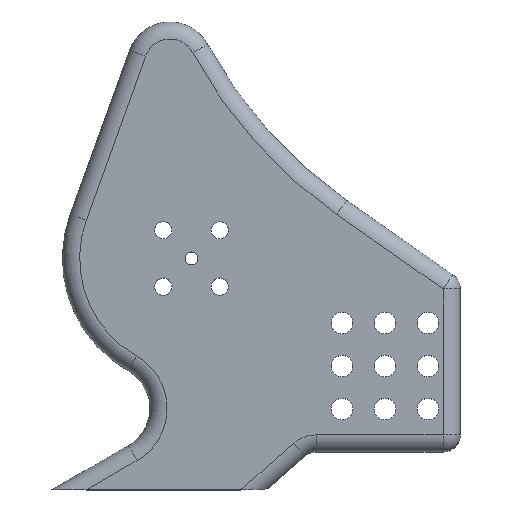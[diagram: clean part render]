
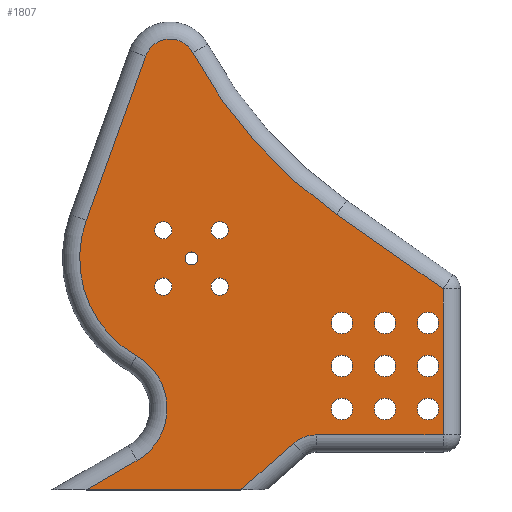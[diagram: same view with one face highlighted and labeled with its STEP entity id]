
A CAD part, top view. The second image highlights one B-rep face of the part: STEP entity #1807.
In plain terms, the highlighted planar face has unit normal (0, 0, 1).
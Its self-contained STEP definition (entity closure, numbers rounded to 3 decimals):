
#150 = VERTEX_POINT('',#151);
#151 = CARTESIAN_POINT('',(13.5,-16.,15.));
#158 = EDGE_CURVE('',#150,#159,#161,.T.);
#159 = VERTEX_POINT('',#160);
#160 = CARTESIAN_POINT('',(13.5,17.918,15.));
#161 = LINE('',#162,#163);
#162 = CARTESIAN_POINT('',(13.5,-20.,15.));
#163 = VECTOR('',#164,1.);
#164 = DIRECTION('',(0.,1.,0.));
#687 = EDGE_CURVE('',#150,#688,#690,.T.);
#688 = VERTEX_POINT('',#689);
#689 = CARTESIAN_POINT('',(-15.991,-16.,15.));
#690 = LINE('',#691,#692);
#691 = CARTESIAN_POINT('',(17.5,-16.,15.));
#692 = VECTOR('',#693,1.);
#693 = DIRECTION('',(-1.,0.,0.));
#779 = VERTEX_POINT('',#780);
#780 = CARTESIAN_POINT('',(-33.555,-28.8,15.));
#787 = EDGE_CURVE('',#779,#788,#790,.T.);
#788 = VERTEX_POINT('',#789);
#789 = CARTESIAN_POINT('',(-69.5,-28.8,15.));
#790 = LINE('',#791,#792);
#791 = CARTESIAN_POINT('',(-27.5,-28.8,15.));
#792 = VECTOR('',#793,1.);
#793 = DIRECTION('',(-1.,0.,0.));
#1044 = VERTEX_POINT('',#1045);
#1045 = CARTESIAN_POINT('',(2.5,10.,15.));
#1051 = EDGE_CURVE('',#1044,#1044,#1052,.T.);
#1052 = CIRCLE('',#1053,2.5);
#1053 = AXIS2_PLACEMENT_3D('',#1054,#1055,#1056);
#1054 = CARTESIAN_POINT('',(0.,10.,15.));
#1055 = DIRECTION('',(0.,0.,1.));
#1056 = DIRECTION('',(1.,0.,0.));
#1069 = VERTEX_POINT('',#1070);
#1070 = CARTESIAN_POINT('',(-7.5,0.,15.));
#1076 = EDGE_CURVE('',#1069,#1069,#1077,.T.);
#1077 = CIRCLE('',#1078,2.5);
#1078 = AXIS2_PLACEMENT_3D('',#1079,#1080,#1081);
#1079 = CARTESIAN_POINT('',(-10.,0.,15.));
#1080 = DIRECTION('',(0.,0.,1.));
#1081 = DIRECTION('',(1.,0.,0.));
#1094 = VERTEX_POINT('',#1095);
#1095 = CARTESIAN_POINT('',(12.5,0.,15.));
#1101 = EDGE_CURVE('',#1094,#1094,#1102,.T.);
#1102 = CIRCLE('',#1103,2.5);
#1103 = AXIS2_PLACEMENT_3D('',#1104,#1105,#1106);
#1104 = CARTESIAN_POINT('',(10.,0.,15.));
#1105 = DIRECTION('',(0.,0.,1.));
#1106 = DIRECTION('',(1.,0.,0.));
#1119 = VERTEX_POINT('',#1120);
#1120 = CARTESIAN_POINT('',(2.5,0.,15.));
#1126 = EDGE_CURVE('',#1119,#1119,#1127,.T.);
#1127 = CIRCLE('',#1128,2.5);
#1128 = AXIS2_PLACEMENT_3D('',#1129,#1130,#1131);
#1129 = CARTESIAN_POINT('',(0.,0.,15.));
#1130 = DIRECTION('',(0.,0.,1.));
#1131 = DIRECTION('',(1.,0.,0.));
#1144 = VERTEX_POINT('',#1145);
#1145 = CARTESIAN_POINT('',(12.5,-10.,15.));
#1151 = EDGE_CURVE('',#1144,#1144,#1152,.T.);
#1152 = CIRCLE('',#1153,2.5);
#1153 = AXIS2_PLACEMENT_3D('',#1154,#1155,#1156);
#1154 = CARTESIAN_POINT('',(10.,-10.,15.));
#1155 = DIRECTION('',(0.,0.,1.));
#1156 = DIRECTION('',(1.,0.,0.));
#1169 = VERTEX_POINT('',#1170);
#1170 = CARTESIAN_POINT('',(2.5,-10.,15.));
#1176 = EDGE_CURVE('',#1169,#1169,#1177,.T.);
#1177 = CIRCLE('',#1178,2.5);
#1178 = AXIS2_PLACEMENT_3D('',#1179,#1180,#1181);
#1179 = CARTESIAN_POINT('',(0.,-10.,15.));
#1180 = DIRECTION('',(0.,0.,1.));
#1181 = DIRECTION('',(1.,0.,0.));
#1194 = VERTEX_POINT('',#1195);
#1195 = CARTESIAN_POINT('',(-7.5,-10.,15.));
#1201 = EDGE_CURVE('',#1194,#1194,#1202,.T.);
#1202 = CIRCLE('',#1203,2.5);
#1203 = AXIS2_PLACEMENT_3D('',#1204,#1205,#1206);
#1204 = CARTESIAN_POINT('',(-10.,-10.,15.));
#1205 = DIRECTION('',(0.,0.,1.));
#1206 = DIRECTION('',(1.,0.,0.));
#1219 = VERTEX_POINT('',#1220);
#1220 = CARTESIAN_POINT('',(12.5,10.,15.));
#1226 = EDGE_CURVE('',#1219,#1219,#1227,.T.);
#1227 = CIRCLE('',#1228,2.5);
#1228 = AXIS2_PLACEMENT_3D('',#1229,#1230,#1231);
#1229 = CARTESIAN_POINT('',(10.,10.,15.));
#1230 = DIRECTION('',(0.,0.,1.));
#1231 = DIRECTION('',(1.,0.,0.));
#1244 = VERTEX_POINT('',#1245);
#1245 = CARTESIAN_POINT('',(-7.5,10.,15.));
#1251 = EDGE_CURVE('',#1244,#1244,#1252,.T.);
#1252 = CIRCLE('',#1253,2.5);
#1253 = AXIS2_PLACEMENT_3D('',#1254,#1255,#1256);
#1254 = CARTESIAN_POINT('',(-10.,10.,15.));
#1255 = DIRECTION('',(0.,0.,1.));
#1256 = DIRECTION('',(1.,0.,0.));
#1269 = VERTEX_POINT('',#1270);
#1270 = CARTESIAN_POINT('',(-49.541,18.459,15.));
#1276 = EDGE_CURVE('',#1269,#1269,#1277,.T.);
#1277 = CIRCLE('',#1278,2.);
#1278 = AXIS2_PLACEMENT_3D('',#1279,#1280,#1281);
#1279 = CARTESIAN_POINT('',(-51.541,18.459,15.));
#1280 = DIRECTION('',(0.,0.,1.));
#1281 = DIRECTION('',(1.,0.,0.));
#1294 = VERTEX_POINT('',#1295);
#1295 = CARTESIAN_POINT('',(-36.459,18.459,15.));
#1301 = EDGE_CURVE('',#1294,#1294,#1302,.T.);
#1302 = CIRCLE('',#1303,2.);
#1303 = AXIS2_PLACEMENT_3D('',#1304,#1305,#1306);
#1304 = CARTESIAN_POINT('',(-38.459,18.459,15.));
#1305 = DIRECTION('',(0.,0.,1.));
#1306 = DIRECTION('',(1.,0.,0.));
#1319 = VERTEX_POINT('',#1320);
#1320 = CARTESIAN_POINT('',(-36.459,31.541,15.));
#1326 = EDGE_CURVE('',#1319,#1319,#1327,.T.);
#1327 = CIRCLE('',#1328,2.);
#1328 = AXIS2_PLACEMENT_3D('',#1329,#1330,#1331);
#1329 = CARTESIAN_POINT('',(-38.459,31.541,15.));
#1330 = DIRECTION('',(0.,0.,1.));
#1331 = DIRECTION('',(1.,0.,0.));
#1344 = VERTEX_POINT('',#1345);
#1345 = CARTESIAN_POINT('',(-49.541,31.541,15.));
#1351 = EDGE_CURVE('',#1344,#1344,#1352,.T.);
#1352 = CIRCLE('',#1353,2.);
#1353 = AXIS2_PLACEMENT_3D('',#1354,#1355,#1356);
#1354 = CARTESIAN_POINT('',(-51.541,31.541,15.));
#1355 = DIRECTION('',(0.,0.,1.));
#1356 = DIRECTION('',(1.,0.,0.));
#1384 = VERTEX_POINT('',#1385);
#1385 = CARTESIAN_POINT('',(-21.276,-17.994,15.));
#1392 = EDGE_CURVE('',#779,#1384,#1393,.T.);
#1393 = LINE('',#1394,#1395);
#1394 = CARTESIAN_POINT('',(-30.143,-25.797,15.));
#1395 = VECTOR('',#1396,1.);
#1396 = DIRECTION('',(0.751,0.661,0.));
#1408 = VERTEX_POINT('',#1409);
#1409 = CARTESIAN_POINT('',(-57.656,-21.962,15.));
#1425 = EDGE_CURVE('',#1408,#788,#1426,.T.);
#1426 = LINE('',#1427,#1428);
#1427 = CARTESIAN_POINT('',(-57.656,-21.962,15.));
#1428 = VECTOR('',#1429,1.);
#1429 = DIRECTION('',(-0.866,-0.5,0.));
#1440 = EDGE_CURVE('',#1384,#688,#1441,.T.);
#1441 = CIRCLE('',#1442,8.);
#1442 = AXIS2_PLACEMENT_3D('',#1443,#1444,#1445);
#1443 = CARTESIAN_POINT('',(-15.991,-24.,15.));
#1444 = DIRECTION('',(0.,0.,-1.));
#1445 = DIRECTION('',(-0.661,0.751,0.));
#1458 = VERTEX_POINT('',#1459);
#1459 = CARTESIAN_POINT('',(-57.776,2.356,15.));
#1468 = EDGE_CURVE('',#1458,#1408,#1469,.T.);
#1469 = CIRCLE('',#1470,14.);
#1470 = AXIS2_PLACEMENT_3D('',#1471,#1472,#1473);
#1471 = CARTESIAN_POINT('',(-64.656,-9.837,15.));
#1472 = DIRECTION('',(0.,0.,-1.));
#1473 = DIRECTION('',(0.491,0.871,0.));
#1492 = VERTEX_POINT('',#1493);
#1493 = CARTESIAN_POINT('',(-69.452,33.839,15.));
#1502 = EDGE_CURVE('',#1492,#1458,#1503,.T.);
#1503 = CIRCLE('',#1504,26.);
#1504 = AXIS2_PLACEMENT_3D('',#1505,#1506,#1507);
#1505 = CARTESIAN_POINT('',(-45.,25.,15.));
#1506 = DIRECTION('',(0.,0.,1.));
#1507 = DIRECTION('',(-0.94,0.34,0.));
#1526 = VERTEX_POINT('',#1527);
#1527 = CARTESIAN_POINT('',(-55.643,72.04,15.));
#1543 = EDGE_CURVE('',#1526,#1492,#1544,.T.);
#1544 = LINE('',#1545,#1546);
#1545 = CARTESIAN_POINT('',(-55.643,72.04,15.));
#1546 = VECTOR('',#1547,1.);
#1547 = DIRECTION('',(-0.34,-0.94,-0.));
#1560 = VERTEX_POINT('',#1561);
#1561 = CARTESIAN_POINT('',(-11.287,35.274,15.));
#1568 = EDGE_CURVE('',#159,#1560,#1569,.T.);
#1569 = LINE('',#1570,#1571);
#1570 = CARTESIAN_POINT('',(15.206,16.723,15.));
#1571 = VECTOR('',#1572,1.);
#1572 = DIRECTION('',(-0.819,0.574,0.));
#1583 = VERTEX_POINT('',#1584);
#1584 = CARTESIAN_POINT('',(-44.718,72.847,15.));
#1593 = EDGE_CURVE('',#1583,#1526,#1594,.T.);
#1594 = CIRCLE('',#1595,6.);
#1595 = AXIS2_PLACEMENT_3D('',#1596,#1597,#1598);
#1596 = CARTESIAN_POINT('',(-50.,70.,15.));
#1597 = DIRECTION('',(0.,-0.,1.));
#1598 = DIRECTION('',(0.88,0.474,0.));
#1617 = EDGE_CURVE('',#1560,#1583,#1618,.T.);
#1618 = CIRCLE('',#1619,109.);
#1619 = AXIS2_PLACEMENT_3D('',#1620,#1621,#1622);
#1620 = CARTESIAN_POINT('',(51.233,124.561,15.));
#1621 = DIRECTION('',(-0.,0.,-1.));
#1622 = DIRECTION('',(-0.574,-0.819,0.));
#1787 = VERTEX_POINT('',#1788);
#1788 = CARTESIAN_POINT('',(-43.5,25.,15.));
#1796 = EDGE_CURVE('',#1787,#1787,#1797,.T.);
#1797 = CIRCLE('',#1798,1.5);
#1798 = AXIS2_PLACEMENT_3D('',#1799,#1800,#1801);
#1799 = CARTESIAN_POINT('',(-45.,25.,15.));
#1800 = DIRECTION('',(0.,0.,1.));
#1801 = DIRECTION('',(1.,0.,0.));
#1807 = ADVANCED_FACE('',(#1808,#1822,#1825,#1828,#1831,#1834,#1837,
    #1840,#1843,#1846,#1849,#1852,#1855,#1858,#1861),#1864,.T.);
#1808 = FACE_BOUND('',#1809,.T.);
#1809 = EDGE_LOOP('',(#1810,#1811,#1812,#1813,#1814,#1815,#1816,#1817,
    #1818,#1819,#1820,#1821));
#1810 = ORIENTED_EDGE('',*,*,#787,.F.);
#1811 = ORIENTED_EDGE('',*,*,#1392,.T.);
#1812 = ORIENTED_EDGE('',*,*,#1440,.T.);
#1813 = ORIENTED_EDGE('',*,*,#687,.F.);
#1814 = ORIENTED_EDGE('',*,*,#158,.T.);
#1815 = ORIENTED_EDGE('',*,*,#1568,.T.);
#1816 = ORIENTED_EDGE('',*,*,#1617,.T.);
#1817 = ORIENTED_EDGE('',*,*,#1593,.T.);
#1818 = ORIENTED_EDGE('',*,*,#1543,.T.);
#1819 = ORIENTED_EDGE('',*,*,#1502,.T.);
#1820 = ORIENTED_EDGE('',*,*,#1468,.T.);
#1821 = ORIENTED_EDGE('',*,*,#1425,.T.);
#1822 = FACE_BOUND('',#1823,.T.);
#1823 = EDGE_LOOP('',(#1824));
#1824 = ORIENTED_EDGE('',*,*,#1051,.F.);
#1825 = FACE_BOUND('',#1826,.T.);
#1826 = EDGE_LOOP('',(#1827));
#1827 = ORIENTED_EDGE('',*,*,#1076,.F.);
#1828 = FACE_BOUND('',#1829,.T.);
#1829 = EDGE_LOOP('',(#1830));
#1830 = ORIENTED_EDGE('',*,*,#1101,.F.);
#1831 = FACE_BOUND('',#1832,.T.);
#1832 = EDGE_LOOP('',(#1833));
#1833 = ORIENTED_EDGE('',*,*,#1126,.F.);
#1834 = FACE_BOUND('',#1835,.T.);
#1835 = EDGE_LOOP('',(#1836));
#1836 = ORIENTED_EDGE('',*,*,#1151,.F.);
#1837 = FACE_BOUND('',#1838,.T.);
#1838 = EDGE_LOOP('',(#1839));
#1839 = ORIENTED_EDGE('',*,*,#1176,.F.);
#1840 = FACE_BOUND('',#1841,.T.);
#1841 = EDGE_LOOP('',(#1842));
#1842 = ORIENTED_EDGE('',*,*,#1201,.F.);
#1843 = FACE_BOUND('',#1844,.T.);
#1844 = EDGE_LOOP('',(#1845));
#1845 = ORIENTED_EDGE('',*,*,#1226,.F.);
#1846 = FACE_BOUND('',#1847,.T.);
#1847 = EDGE_LOOP('',(#1848));
#1848 = ORIENTED_EDGE('',*,*,#1251,.F.);
#1849 = FACE_BOUND('',#1850,.T.);
#1850 = EDGE_LOOP('',(#1851));
#1851 = ORIENTED_EDGE('',*,*,#1276,.F.);
#1852 = FACE_BOUND('',#1853,.T.);
#1853 = EDGE_LOOP('',(#1854));
#1854 = ORIENTED_EDGE('',*,*,#1301,.F.);
#1855 = FACE_BOUND('',#1856,.T.);
#1856 = EDGE_LOOP('',(#1857));
#1857 = ORIENTED_EDGE('',*,*,#1326,.F.);
#1858 = FACE_BOUND('',#1859,.T.);
#1859 = EDGE_LOOP('',(#1860));
#1860 = ORIENTED_EDGE('',*,*,#1351,.F.);
#1861 = FACE_BOUND('',#1862,.T.);
#1862 = EDGE_LOOP('',(#1863));
#1863 = ORIENTED_EDGE('',*,*,#1796,.F.);
#1864 = PLANE('',#1865);
#1865 = AXIS2_PLACEMENT_3D('',#1866,#1867,#1868);
#1866 = CARTESIAN_POINT('',(-34.299,13.921,15.));
#1867 = DIRECTION('',(0.,0.,1.));
#1868 = DIRECTION('',(1.,0.,0.));
